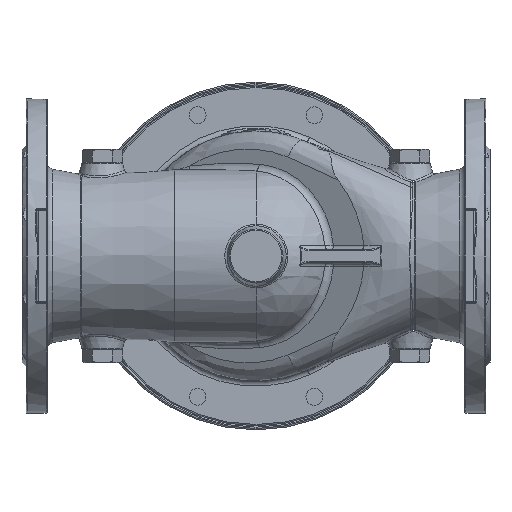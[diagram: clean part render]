
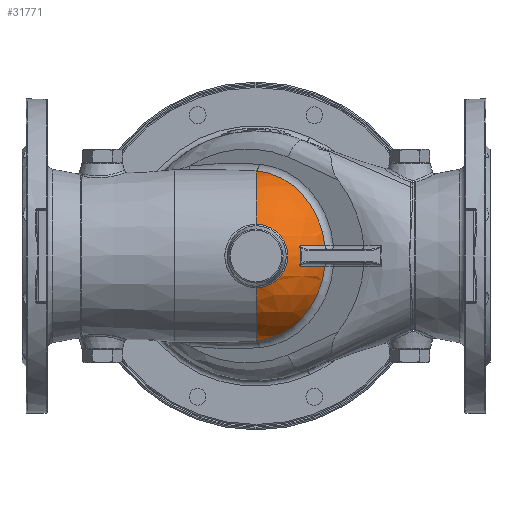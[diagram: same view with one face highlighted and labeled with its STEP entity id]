
A CAD part, front view. The second image highlights one B-rep face of the part: STEP entity #31771.
In plain terms, the highlighted spherical face has radius 64.5 mm.
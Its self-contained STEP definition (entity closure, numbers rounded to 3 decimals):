
#1388 = EDGE_CURVE ( 'NONE', #11328, #25903, #11341, .T. ) ;
#3723 = DIRECTION ( 'NONE',  ( -0.477, -0.879, 0. ) ) ;
#4792 = CIRCLE ( 'NONE', #13771, 33.456 ) ;
#4868 = EDGE_CURVE ( 'NONE', #9537, #31439, #5911, .T. ) ;
#5007 = ORIENTED_EDGE ( 'NONE', *, *, #14090, .T. ) ;
#5142 = ORIENTED_EDGE ( 'NONE', *, *, #1388, .T. ) ;
#5184 = CARTESIAN_POINT ( 'NONE',  ( 0., 57.55, 23.795 ) ) ;
#5473 = EDGE_CURVE ( 'NONE', #25903, #44385, #34027, .T. ) ;
#5911 = CIRCLE ( 'NONE', #34966, 64.5 ) ;
#7022 = ORIENTED_EDGE ( 'NONE', *, *, #5473, .T. ) ;
#7047 = ORIENTED_EDGE ( 'NONE', *, *, #7600, .T. ) ;
#7181 = EDGE_CURVE ( 'NONE', #12679, #34049, #21845, .T. ) ;
#7206 = CARTESIAN_POINT ( 'NONE',  ( 32.891, 62.476, 7.127 ) ) ;
#7546 = DIRECTION ( 'NONE',  ( -0.477, -0.879, 0. ) ) ;
#7600 = EDGE_CURVE ( 'NONE', #58351, #20400, #44512, .T. ) ;
#8391 = CIRCLE ( 'NONE', #34146, 64.045 ) ;
#9537 = VERTEX_POINT ( 'NONE', #30585 ) ;
#10370 = CARTESIAN_POINT ( 'NONE',  ( 33.064, 62.65, -7.644 ) ) ;
#10454 = AXIS2_PLACEMENT_3D ( 'NONE', #30678, #3723, #35238 ) ;
#10566 = CARTESIAN_POINT ( 'NONE',  ( 32.88, 62.469, -7.128 ) ) ;
#10961 = ORIENTED_EDGE ( 'NONE', *, *, #4868, .T. ) ;
#11328 = VERTEX_POINT ( 'NONE', #38440 ) ;
#11341 = CIRCLE ( 'NONE', #31427, 64.5 ) ;
#11540 = CARTESIAN_POINT ( 'NONE',  ( 32.861, 62.355, 6.285 ) ) ;
#11650 = DIRECTION ( 'NONE',  ( 0., -1., 0. ) ) ;
#11727 = CARTESIAN_POINT ( 'NONE',  ( 32.96, 62.553, 7.394 ) ) ;
#12679 = VERTEX_POINT ( 'NONE', #47616 ) ;
#12827 = CARTESIAN_POINT ( 'NONE',  ( 0., 117.5, 0. ) ) ;
#12836 = CARTESIAN_POINT ( 'NONE',  ( 32.913, 62.355, 6.003 ) ) ;
#13746 = CARTESIAN_POINT ( 'NONE',  ( 51.538, 79.478, 7.644 ) ) ;
#13771 = AXIS2_PLACEMENT_3D ( 'NONE', #14129, #45638, #18646 ) ;
#13979 = ORIENTED_EDGE ( 'NONE', *, *, #7181, .T. ) ;
#14090 = EDGE_CURVE ( 'NONE', #22287, #9537, #58386, .T. ) ;
#14129 = CARTESIAN_POINT ( 'NONE',  ( 0., 62.355, 0. ) ) ;
#15091 = CARTESIAN_POINT ( 'NONE',  ( 32.861, 62.355, -6.285 ) ) ;
#16257 = CARTESIAN_POINT ( 'NONE',  ( 33.034, 62.623, 7.586 ) ) ;
#16846 = AXIS2_PLACEMENT_3D ( 'NONE', #34542, #7546, #39050 ) ;
#16899 = FACE_OUTER_BOUND ( 'NONE', #30689, .T. ) ;
#17347 = DIRECTION ( 'NONE',  ( 0., 0., -1. ) ) ;
#18646 = DIRECTION ( 'NONE',  ( 0., 0., 1. ) ) ;
#19667 = CIRCLE ( 'NONE', #27497, 64.045 ) ;
#20400 = VERTEX_POINT ( 'NONE', #27860 ) ;
#21845 = B_SPLINE_CURVE_WITH_KNOTS ( 'NONE', 3,
 ( #10370, #37563, #10566, #42074, #15091, #46639 ),
 .UNSPECIFIED., .F., .F.,
 ( 4, 2, 4 ),
 ( 0., 0.001, 0.002 ),
 .UNSPECIFIED. ) ;
#22287 = VERTEX_POINT ( 'NONE', #13746 ) ;
#22314 = EDGE_CURVE ( 'NONE', #34049, #58351, #4792, .T. ) ;
#23161 = DIRECTION ( 'NONE',  ( 0., 0., -1. ) ) ;
#24440 = CARTESIAN_POINT ( 'NONE',  ( 0., 57.55, 0. ) ) ;
#25496 = DIRECTION ( 'NONE',  ( 0., 0., 1. ) ) ;
#25903 = VERTEX_POINT ( 'NONE', #51664 ) ;
#26409 = DIRECTION ( 'NONE',  ( 0., 0., -1. ) ) ;
#27395 = CARTESIAN_POINT ( 'NONE',  ( 51.538, 79.478, -7.644 ) ) ;
#27497 = AXIS2_PLACEMENT_3D ( 'NONE', #52472, #25496, #56987 ) ;
#27836 = EDGE_CURVE ( 'NONE', #20400, #22287, #19667, .T. ) ;
#27860 = CARTESIAN_POINT ( 'NONE',  ( 33.064, 62.65, 7.644 ) ) ;
#28952 = DIRECTION ( 'NONE',  ( 0., 0., 1. ) ) ;
#29618 = CARTESIAN_POINT ( 'NONE',  ( 32.84, 62.375, 6.566 ) ) ;
#30319 = ORIENTED_EDGE ( 'NONE', *, *, #27836, .T. ) ;
#30585 = CARTESIAN_POINT ( 'NONE',  ( 0., 107.461, 63.714 ) ) ;
#30678 = CARTESIAN_POINT ( 'NONE',  ( -4.21, 109.747, 0. ) ) ;
#30689 = EDGE_LOOP ( 'NONE', ( #7022, #57638, #13979, #44917, #7047, #30319, #5007, #10961, #36149, #5142 ) ) ;
#31427 = AXIS2_PLACEMENT_3D ( 'NONE', #50190, #40741, #23161 ) ;
#31439 = VERTEX_POINT ( 'NONE', #5184 ) ;
#31771 = ADVANCED_FACE ( 'NONE', ( #16899 ), #47228, .T. ) ;
#33809 = AXIS2_PLACEMENT_3D ( 'NONE', #24440, #55953, #28952 ) ;
#34027 = CIRCLE ( 'NONE', #10454, 63.894 ) ;
#34049 = VERTEX_POINT ( 'NONE', #57069 ) ;
#34146 = AXIS2_PLACEMENT_3D ( 'NONE', #53375, #26409, #57902 ) ;
#34197 = CARTESIAN_POINT ( 'NONE',  ( 32.87, 62.445, 6.987 ) ) ;
#34542 = CARTESIAN_POINT ( 'NONE',  ( -4.21, 109.747, 0. ) ) ;
#34576 = CIRCLE ( 'NONE', #33809, 23.795 ) ;
#34966 = AXIS2_PLACEMENT_3D ( 'NONE', #12827, #44356, #17347 ) ;
#35238 = DIRECTION ( 'NONE',  ( -0.879, 0.477, 0. ) ) ;
#36149 = ORIENTED_EDGE ( 'NONE', *, *, #42126, .T. ) ;
#37563 = CARTESIAN_POINT ( 'NONE',  ( 32.943, 62.543, -7.406 ) ) ;
#38440 = CARTESIAN_POINT ( 'NONE',  ( 0., 57.55, -23.795 ) ) ;
#38631 = DIRECTION ( 'NONE',  ( 0., 0., -1. ) ) ;
#38712 = CARTESIAN_POINT ( 'NONE',  ( 32.941, 62.532, 7.328 ) ) ;
#39050 = DIRECTION ( 'NONE',  ( -0.879, 0.477, 0. ) ) ;
#40741 = DIRECTION ( 'NONE',  ( 1., 0., 0. ) ) ;
#42074 = CARTESIAN_POINT ( 'NONE',  ( 32.84, 62.375, -6.566 ) ) ;
#42126 = EDGE_CURVE ( 'NONE', #31439, #11328, #34576, .T. ) ;
#43059 = CARTESIAN_POINT ( 'NONE',  ( 32.913, 62.355, 6.003 ) ) ;
#43250 = CARTESIAN_POINT ( 'NONE',  ( 33.007, 62.598, 7.523 ) ) ;
#44356 = DIRECTION ( 'NONE',  ( 1., 0., 0. ) ) ;
#44385 = VERTEX_POINT ( 'NONE', #27395 ) ;
#44512 = B_SPLINE_CURVE_WITH_KNOTS ( 'NONE', 3,
 ( #43059, #11540, #29618, #34197, #7206, #38712, #11727, #43250, #16257, #47800 ),
 .UNSPECIFIED., .F., .F.,
 ( 4, 2, 2, 2, 4 ),
 ( 0., 0.001, 0.001, 0.001, 0.002 ),
 .UNSPECIFIED. ) ;
#44917 = ORIENTED_EDGE ( 'NONE', *, *, #22314, .T. ) ;
#45638 = DIRECTION ( 'NONE',  ( 0., -1., 0. ) ) ;
#46639 = CARTESIAN_POINT ( 'NONE',  ( 32.913, 62.355, -6.003 ) ) ;
#47228 = SPHERICAL_SURFACE ( 'NONE', #55600, 64.5 ) ;
#47616 = CARTESIAN_POINT ( 'NONE',  ( 33.064, 62.65, -7.644 ) ) ;
#47800 = CARTESIAN_POINT ( 'NONE',  ( 33.064, 62.65, 7.644 ) ) ;
#50190 = CARTESIAN_POINT ( 'NONE',  ( 0., 117.5, 0. ) ) ;
#51664 = CARTESIAN_POINT ( 'NONE',  ( 0., 107.461, -63.714 ) ) ;
#52472 = CARTESIAN_POINT ( 'NONE',  ( 0., 117.5, 7.644 ) ) ;
#53375 = CARTESIAN_POINT ( 'NONE',  ( 0., 117.5, -7.644 ) ) ;
#55600 = AXIS2_PLACEMENT_3D ( 'NONE', #56338, #38631, #11650 ) ;
#55953 = DIRECTION ( 'NONE',  ( 0., 1., 0. ) ) ;
#56338 = CARTESIAN_POINT ( 'NONE',  ( 0., 117.5, 0. ) ) ;
#56987 = DIRECTION ( 'NONE',  ( -1., 0., 0. ) ) ;
#57069 = CARTESIAN_POINT ( 'NONE',  ( 32.913, 62.355, -6.003 ) ) ;
#57638 = ORIENTED_EDGE ( 'NONE', *, *, #58352, .T. ) ;
#57902 = DIRECTION ( 'NONE',  ( 1., 0., 0. ) ) ;
#58351 = VERTEX_POINT ( 'NONE', #12836 ) ;
#58352 = EDGE_CURVE ( 'NONE', #44385, #12679, #8391, .T. ) ;
#58386 = CIRCLE ( 'NONE', #16846, 63.894 ) ;
